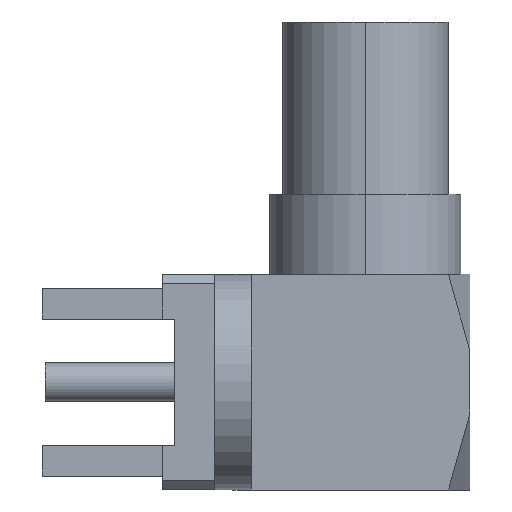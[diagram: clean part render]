
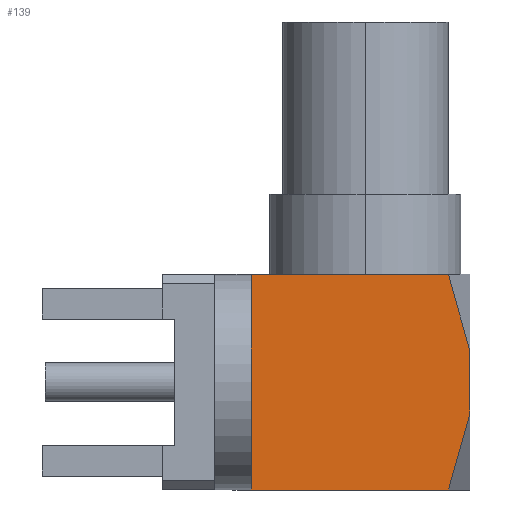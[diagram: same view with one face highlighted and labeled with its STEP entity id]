
A CAD part, left-side view. The second image highlights one B-rep face of the part: STEP entity #139.
In plain terms, the highlighted planar face has unit normal (-1, 0, 0).
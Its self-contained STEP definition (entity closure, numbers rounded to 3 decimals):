
#20 = LINE ( 'NONE', #1863, #81 ) ;
#21 = CARTESIAN_POINT ( 'NONE',  ( -3.5, -8.3, -3.5 ) ) ;
#40 = CARTESIAN_POINT ( 'NONE',  ( -3.5, -8.3, -3.5 ) ) ;
#47 = LINE ( 'NONE', #704, #1639 ) ;
#81 = VECTOR ( 'NONE', #982, 1000. ) ;
#99 = EDGE_LOOP ( 'NONE', ( #1775, #1653, #1548, #401, #182, #287, #345 ) ) ;
#120 = DIRECTION ( 'NONE',  ( 0., 0., -1. ) ) ;
#139 = ADVANCED_FACE ( 'NONE', ( #967 ), #602, .F. ) ;
#182 = ORIENTED_EDGE ( 'NONE', *, *, #1688, .F. ) ;
#218 = EDGE_CURVE ( 'NONE', #1858, #356, #1588, .T. ) ;
#228 = LINE ( 'NONE', #1634, #705 ) ;
#236 = VERTEX_POINT ( 'NONE', #1750 ) ;
#245 = VECTOR ( 'NONE', #120, 1000. ) ;
#287 = ORIENTED_EDGE ( 'NONE', *, *, #1623, .F. ) ;
#291 = LINE ( 'NONE', #1759, #998 ) ;
#319 = VECTOR ( 'NONE', #1498, 1000. ) ;
#345 = ORIENTED_EDGE ( 'NONE', *, *, #218, .F. ) ;
#356 = VERTEX_POINT ( 'NONE', #1278 ) ;
#388 = CARTESIAN_POINT ( 'NONE',  ( -3.5, -7.6, 3.5 ) ) ;
#401 = ORIENTED_EDGE ( 'NONE', *, *, #580, .T. ) ;
#447 = DIRECTION ( 'NONE',  ( 0., -0.27, -0.963 ) ) ;
#485 = DIRECTION ( 'NONE',  ( 0., 0.27, -0.963 ) ) ;
#491 = CARTESIAN_POINT ( 'NONE',  ( -3.5, -7.6, -3.5 ) ) ;
#580 = EDGE_CURVE ( 'NONE', #1516, #847, #20, .T. ) ;
#602 = PLANE ( 'NONE',  #744 ) ;
#704 = CARTESIAN_POINT ( 'NONE',  ( -3.5, -8.3, 3.5 ) ) ;
#705 = VECTOR ( 'NONE', #485, 1000. ) ;
#744 = AXIS2_PLACEMENT_3D ( 'NONE', #21, #1035, #1768 ) ;
#847 = VERTEX_POINT ( 'NONE', #1087 ) ;
#913 = VERTEX_POINT ( 'NONE', #491 ) ;
#967 = FACE_OUTER_BOUND ( 'NONE', #99, .T. ) ;
#981 = CARTESIAN_POINT ( 'NONE',  ( -3.5, -8.3, 1. ) ) ;
#982 = DIRECTION ( 'NONE',  ( 0., 0., -1. ) ) ;
#998 = VECTOR ( 'NONE', #447, 1000. ) ;
#1035 = DIRECTION ( 'NONE',  ( 1., 0., 0. ) ) ;
#1056 = CARTESIAN_POINT ( 'NONE',  ( -3.5, -8.3, -3.5 ) ) ;
#1087 = CARTESIAN_POINT ( 'NONE',  ( -3.5, -1.2, -3.5 ) ) ;
#1093 = LINE ( 'NONE', #1056, #319 ) ;
#1259 = EDGE_CURVE ( 'NONE', #1510, #236, #47, .T. ) ;
#1278 = CARTESIAN_POINT ( 'NONE',  ( -3.5, -8.3, -1. ) ) ;
#1282 = EDGE_CURVE ( 'NONE', #236, #1516, #1544, .T. ) ;
#1332 = EDGE_CURVE ( 'NONE', #1510, #1858, #291, .T. ) ;
#1357 = VECTOR ( 'NONE', #1491, 1000. ) ;
#1491 = DIRECTION ( 'NONE',  ( 0., 0., -1. ) ) ;
#1498 = DIRECTION ( 'NONE',  ( 0., 1., 0. ) ) ;
#1510 = VERTEX_POINT ( 'NONE', #388 ) ;
#1516 = VERTEX_POINT ( 'NONE', #1558 ) ;
#1544 = LINE ( 'NONE', #1884, #245 ) ;
#1548 = ORIENTED_EDGE ( 'NONE', *, *, #1282, .T. ) ;
#1558 = CARTESIAN_POINT ( 'NONE',  ( -3.5, -1.2, 0. ) ) ;
#1588 = LINE ( 'NONE', #40, #1357 ) ;
#1623 = EDGE_CURVE ( 'NONE', #356, #913, #228, .T. ) ;
#1634 = CARTESIAN_POINT ( 'NONE',  ( -3.5, -7.651, -3.318 ) ) ;
#1639 = VECTOR ( 'NONE', #1716, 1000. ) ;
#1653 = ORIENTED_EDGE ( 'NONE', *, *, #1259, .T. ) ;
#1688 = EDGE_CURVE ( 'NONE', #913, #847, #1093, .T. ) ;
#1716 = DIRECTION ( 'NONE',  ( 0., 1., 0. ) ) ;
#1750 = CARTESIAN_POINT ( 'NONE',  ( -3.5, -1.2, 3.5 ) ) ;
#1759 = CARTESIAN_POINT ( 'NONE',  ( -3.5, -9.468, -3.173 ) ) ;
#1768 = DIRECTION ( 'NONE',  ( 0., 0., -1. ) ) ;
#1775 = ORIENTED_EDGE ( 'NONE', *, *, #1332, .F. ) ;
#1858 = VERTEX_POINT ( 'NONE', #981 ) ;
#1863 = CARTESIAN_POINT ( 'NONE',  ( -3.5, -1.2, -3.5 ) ) ;
#1884 = CARTESIAN_POINT ( 'NONE',  ( -3.5, -1.2, -3.5 ) ) ;
